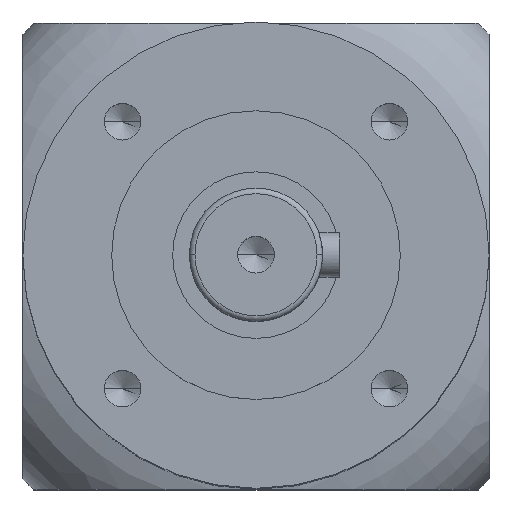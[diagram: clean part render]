
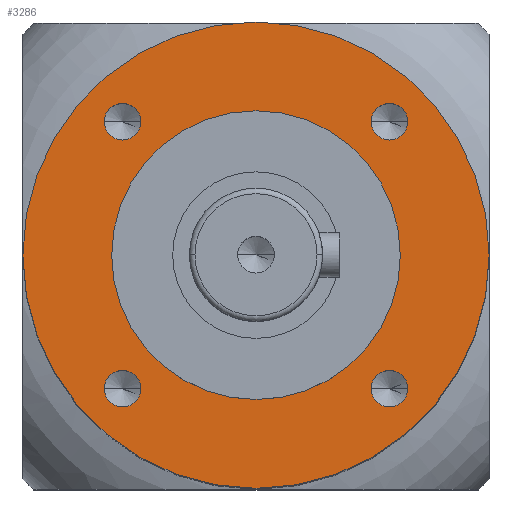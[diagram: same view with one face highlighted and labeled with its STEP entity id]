
A CAD part, top view. The second image highlights one B-rep face of the part: STEP entity #3286.
In plain terms, the highlighted planar face has unit normal (0, 0, 1).
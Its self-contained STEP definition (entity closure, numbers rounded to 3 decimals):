
#61 = EDGE_CURVE ( 'NONE', #514, #1148, #2861, .T. ) ;
#67 = CIRCLE ( 'NONE', #4535, 1.65 ) ;
#103 = EDGE_CURVE ( 'NONE', #5429, #4772, #5099, .T. ) ;
#129 = DIRECTION ( 'NONE',  ( 1., 0., 0. ) ) ;
#257 = DIRECTION ( 'NONE',  ( 0., 0., 1. ) ) ;
#285 = CARTESIAN_POINT ( 'NONE',  ( -12.021, 12.021, -23. ) ) ;
#483 = DIRECTION ( 'NONE',  ( 1., 0., 0. ) ) ;
#495 = VERTEX_POINT ( 'NONE', #6140 ) ;
#514 = VERTEX_POINT ( 'NONE', #6161 ) ;
#565 = AXIS2_PLACEMENT_3D ( 'NONE', #285, #3795, #806 ) ;
#626 = EDGE_CURVE ( 'NONE', #4839, #3040, #3660, .T. ) ;
#638 = AXIS2_PLACEMENT_3D ( 'NONE', #5591, #2468, #3016 ) ;
#763 = DIRECTION ( 'NONE',  ( 1., 0., 0. ) ) ;
#788 = DIRECTION ( 'NONE',  ( 0., 0., 1. ) ) ;
#790 = CIRCLE ( 'NONE', #1025, 1.65 ) ;
#798 = DIRECTION ( 'NONE',  ( -1., 0., 0. ) ) ;
#806 = DIRECTION ( 'NONE',  ( 1., 0., 0. ) ) ;
#825 = CARTESIAN_POINT ( 'NONE',  ( 0., 0., -23. ) ) ;
#828 = EDGE_CURVE ( 'NONE', #4216, #1603, #4539, .T. ) ;
#956 = CARTESIAN_POINT ( 'NONE',  ( -13.671, 12.021, -23. ) ) ;
#994 = EDGE_CURVE ( 'NONE', #4772, #5429, #5938, .T. ) ;
#1025 = AXIS2_PLACEMENT_3D ( 'NONE', #4998, #1956, #5537 ) ;
#1148 = VERTEX_POINT ( 'NONE', #3771 ) ;
#1224 = EDGE_CURVE ( 'NONE', #4471, #495, #4926, .T. ) ;
#1237 = CARTESIAN_POINT ( 'NONE',  ( -13., 0., -23. ) ) ;
#1247 = EDGE_CURVE ( 'NONE', #3040, #4839, #5090, .T. ) ;
#1518 = EDGE_LOOP ( 'NONE', ( #3956, #4515 ) ) ;
#1564 = AXIS2_PLACEMENT_3D ( 'NONE', #4747, #5447, #129 ) ;
#1603 = VERTEX_POINT ( 'NONE', #1624 ) ;
#1624 = CARTESIAN_POINT ( 'NONE',  ( -10.371, 12.021, -23. ) ) ;
#1658 = CIRCLE ( 'NONE', #5095, 21. ) ;
#1885 = CIRCLE ( 'NONE', #565, 1.65 ) ;
#1892 = DIRECTION ( 'NONE',  ( 1., 0., 0. ) ) ;
#1913 = CARTESIAN_POINT ( 'NONE',  ( 12.021, -12.021, -23. ) ) ;
#1915 = DIRECTION ( 'NONE',  ( 0., 0., 1. ) ) ;
#1939 = CARTESIAN_POINT ( 'NONE',  ( 12.021, -12.021, -23. ) ) ;
#1956 = DIRECTION ( 'NONE',  ( 0., 0., 1. ) ) ;
#1967 = AXIS2_PLACEMENT_3D ( 'NONE', #825, #788, #763 ) ;
#2014 = CARTESIAN_POINT ( 'NONE',  ( 13., 0., -23. ) ) ;
#2016 = CARTESIAN_POINT ( 'NONE',  ( 0., 0., -23. ) ) ;
#2049 = DIRECTION ( 'NONE',  ( 0., 0., 1. ) ) ;
#2202 = CARTESIAN_POINT ( 'NONE',  ( 13.671, 12.021, -23. ) ) ;
#2290 = CARTESIAN_POINT ( 'NONE',  ( 0., 21., -23. ) ) ;
#2303 = AXIS2_PLACEMENT_3D ( 'NONE', #3835, #257, #3419 ) ;
#2434 = DIRECTION ( 'NONE',  ( 1., 0., 0. ) ) ;
#2468 = DIRECTION ( 'NONE',  ( 0., 0., 1. ) ) ;
#2511 = AXIS2_PLACEMENT_3D ( 'NONE', #5085, #2049, #5637 ) ;
#2545 = DIRECTION ( 'NONE',  ( 1., 0., 0. ) ) ;
#2734 = CIRCLE ( 'NONE', #2511, 21. ) ;
#2852 = AXIS2_PLACEMENT_3D ( 'NONE', #6238, #6070, #5901 ) ;
#2861 = CIRCLE ( 'NONE', #1564, 1.65 ) ;
#2996 = CARTESIAN_POINT ( 'NONE',  ( -21., 0., -23. ) ) ;
#3016 = DIRECTION ( 'NONE',  ( 1., 0., 0. ) ) ;
#3040 = VERTEX_POINT ( 'NONE', #2014 ) ;
#3164 = VERTEX_POINT ( 'NONE', #4737 ) ;
#3170 = CARTESIAN_POINT ( 'NONE',  ( 10.371, 12.021, -23. ) ) ;
#3246 = AXIS2_PLACEMENT_3D ( 'NONE', #6047, #5564, #483 ) ;
#3285 = PLANE ( 'NONE',  #4939 ) ;
#3286 = ADVANCED_FACE ( 'NONE', ( #5490, #5293, #5395, #5649, #5285, #5218 ), #3285, .F. ) ;
#3330 = EDGE_LOOP ( 'NONE', ( #6508, #6459 ) ) ;
#3374 = CARTESIAN_POINT ( 'NONE',  ( 13.671, -12.021, -23. ) ) ;
#3419 = DIRECTION ( 'NONE',  ( 1., 0., 0. ) ) ;
#3660 = CIRCLE ( 'NONE', #3246, 13. ) ;
#3671 = VERTEX_POINT ( 'NONE', #2996 ) ;
#3771 = CARTESIAN_POINT ( 'NONE',  ( -13.671, -12.021, -23. ) ) ;
#3783 = DIRECTION ( 'NONE',  ( 0., 0., -1. ) ) ;
#3795 = DIRECTION ( 'NONE',  ( 0., 0., 1. ) ) ;
#3835 = CARTESIAN_POINT ( 'NONE',  ( -12.021, 12.021, -23. ) ) ;
#3956 = ORIENTED_EDGE ( 'NONE', *, *, #994, .F. ) ;
#4054 = EDGE_LOOP ( 'NONE', ( #5851, #5246 ) ) ;
#4057 = AXIS2_PLACEMENT_3D ( 'NONE', #1939, #1915, #1892 ) ;
#4135 = EDGE_CURVE ( 'NONE', #495, #4471, #67, .T. ) ;
#4177 = EDGE_CURVE ( 'NONE', #1148, #514, #790, .T. ) ;
#4216 = VERTEX_POINT ( 'NONE', #956 ) ;
#4224 = ORIENTED_EDGE ( 'NONE', *, *, #4273, .T. ) ;
#4273 = EDGE_CURVE ( 'NONE', #3164, #3671, #1658, .T. ) ;
#4313 = EDGE_LOOP ( 'NONE', ( #5825, #5540 ) ) ;
#4356 = EDGE_CURVE ( 'NONE', #1603, #4216, #1885, .T. ) ;
#4471 = VERTEX_POINT ( 'NONE', #3374 ) ;
#4506 = EDGE_LOOP ( 'NONE', ( #4224, #4602 ) ) ;
#4515 = ORIENTED_EDGE ( 'NONE', *, *, #103, .F. ) ;
#4535 = AXIS2_PLACEMENT_3D ( 'NONE', #1913, #5484, #2434 ) ;
#4539 = CIRCLE ( 'NONE', #2303, 1.65 ) ;
#4602 = ORIENTED_EDGE ( 'NONE', *, *, #5695, .T. ) ;
#4737 = CARTESIAN_POINT ( 'NONE',  ( 21., 0., -23. ) ) ;
#4747 = CARTESIAN_POINT ( 'NONE',  ( -12.021, -12.021, -23. ) ) ;
#4772 = VERTEX_POINT ( 'NONE', #2202 ) ;
#4839 = VERTEX_POINT ( 'NONE', #1237 ) ;
#4926 = CIRCLE ( 'NONE', #4057, 1.65 ) ;
#4939 = AXIS2_PLACEMENT_3D ( 'NONE', #2290, #3783, #798 ) ;
#4998 = CARTESIAN_POINT ( 'NONE',  ( -12.021, -12.021, -23. ) ) ;
#5078 = ORIENTED_EDGE ( 'NONE', *, *, #4177, .F. ) ;
#5085 = CARTESIAN_POINT ( 'NONE',  ( 0., 0., -23. ) ) ;
#5090 = CIRCLE ( 'NONE', #1967, 13. ) ;
#5095 = AXIS2_PLACEMENT_3D ( 'NONE', #2016, #5607, #2545 ) ;
#5099 = CIRCLE ( 'NONE', #638, 1.65 ) ;
#5218 = FACE_OUTER_BOUND ( 'NONE', #4506, .T. ) ;
#5246 = ORIENTED_EDGE ( 'NONE', *, *, #626, .F. ) ;
#5285 = FACE_BOUND ( 'NONE', #4054, .T. ) ;
#5293 = FACE_BOUND ( 'NONE', #1518, .T. ) ;
#5395 = FACE_BOUND ( 'NONE', #3330, .T. ) ;
#5429 = VERTEX_POINT ( 'NONE', #3170 ) ;
#5447 = DIRECTION ( 'NONE',  ( 0., 0., 1. ) ) ;
#5484 = DIRECTION ( 'NONE',  ( 0., 0., 1. ) ) ;
#5490 = FACE_BOUND ( 'NONE', #4313, .T. ) ;
#5537 = DIRECTION ( 'NONE',  ( 1., 0., 0. ) ) ;
#5540 = ORIENTED_EDGE ( 'NONE', *, *, #828, .F. ) ;
#5564 = DIRECTION ( 'NONE',  ( 0., 0., 1. ) ) ;
#5591 = CARTESIAN_POINT ( 'NONE',  ( 12.021, 12.021, -23. ) ) ;
#5607 = DIRECTION ( 'NONE',  ( 0., 0., 1. ) ) ;
#5637 = DIRECTION ( 'NONE',  ( 1., 0., 0. ) ) ;
#5649 = FACE_BOUND ( 'NONE', #5978, .T. ) ;
#5691 = ORIENTED_EDGE ( 'NONE', *, *, #61, .F. ) ;
#5695 = EDGE_CURVE ( 'NONE', #3671, #3164, #2734, .T. ) ;
#5825 = ORIENTED_EDGE ( 'NONE', *, *, #4356, .F. ) ;
#5851 = ORIENTED_EDGE ( 'NONE', *, *, #1247, .F. ) ;
#5901 = DIRECTION ( 'NONE',  ( 1., 0., 0. ) ) ;
#5938 = CIRCLE ( 'NONE', #2852, 1.65 ) ;
#5978 = EDGE_LOOP ( 'NONE', ( #5691, #5078 ) ) ;
#6047 = CARTESIAN_POINT ( 'NONE',  ( 0., 0., -23. ) ) ;
#6070 = DIRECTION ( 'NONE',  ( 0., 0., 1. ) ) ;
#6140 = CARTESIAN_POINT ( 'NONE',  ( 10.371, -12.021, -23. ) ) ;
#6161 = CARTESIAN_POINT ( 'NONE',  ( -10.371, -12.021, -23. ) ) ;
#6238 = CARTESIAN_POINT ( 'NONE',  ( 12.021, 12.021, -23. ) ) ;
#6459 = ORIENTED_EDGE ( 'NONE', *, *, #4135, .F. ) ;
#6508 = ORIENTED_EDGE ( 'NONE', *, *, #1224, .F. ) ;
